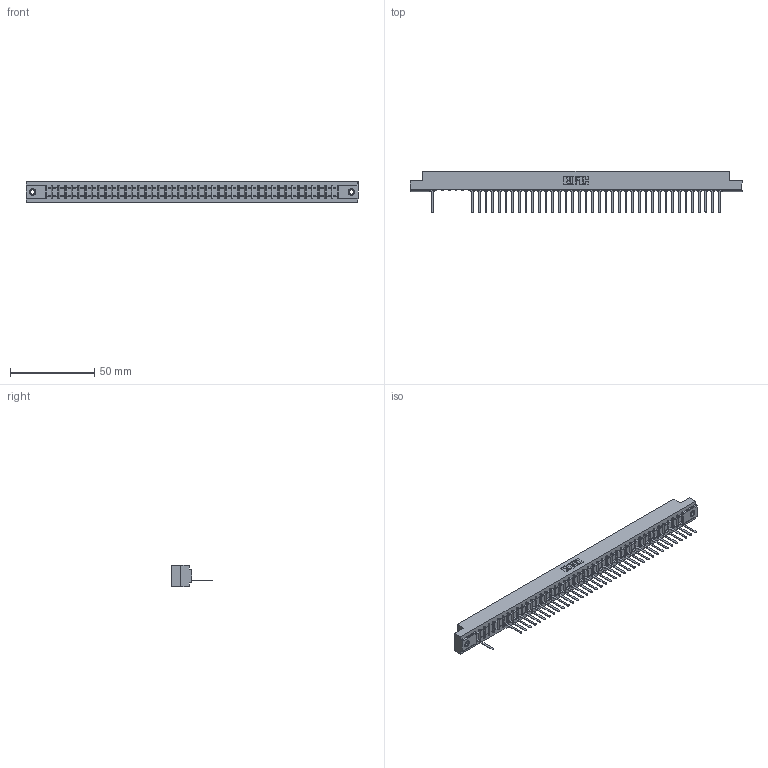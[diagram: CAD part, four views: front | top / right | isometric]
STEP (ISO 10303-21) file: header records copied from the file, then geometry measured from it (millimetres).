
FILE_DESCRIPTION (( 'STEP AP203' ), '1' );
FILE_NAME ('357-044-541-107.STEP', '2018-08-11T11:35:40', ( '' ), ( '' ), 'SwSTEP 2.0', 'SolidWorks 2016', '' );
FILE_SCHEMA (( 'CONFIG_CONTROL_DESIGN' ));
Length unit declared in the file: inch
Products named in the file (4): 307 Part_.156 Dia Mounting Holes; 307-290-002_541; 345-250-001_345-250-005-103; 357-044-541-107
Assembly tree (42 placements, depth 2):
  357-044-541-107
    307 Part_.156 Dia Mounting Holes
    307-290-002_541  x39
    345-250-001_345-250-005-103  x2
Bounding box: 197.36 x 24.59 x 12.7 mm (x, y, z)
Volume: 21086.6 mm3; surface area: 26371.1 mm2
Topology: 42 solids, 42 shells, 3209 faces, 9827 edges, 6422 vertices
Faces by surface type: plane 1917, cylinder 1186, sphere 90, cone 12, torus 4
Entity records: 39217 total; most frequent: CARTESIAN_POINT 6618, ORIENTED_EDGE 6606, DIRECTION 6433, EDGE_CURVE 3303, LINE 2531, VECTOR 2531, VERTEX_POINT 2136, AXIS2_PLACEMENT_3D 1951
